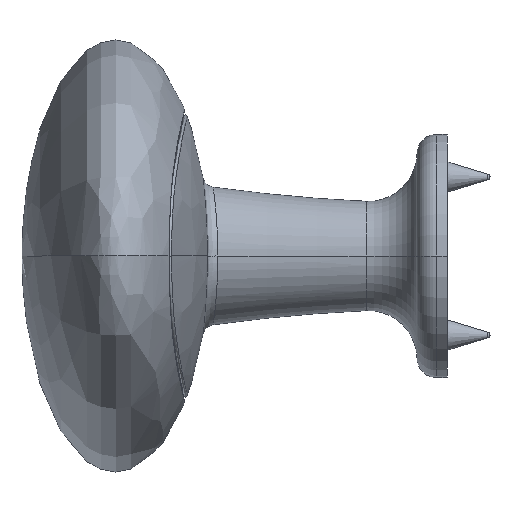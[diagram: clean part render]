
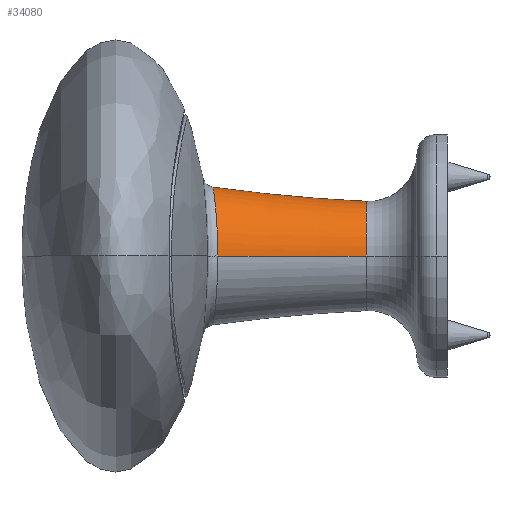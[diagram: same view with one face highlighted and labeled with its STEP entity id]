
A CAD part, left-side view. The second image highlights one B-rep face of the part: STEP entity #34080.
In plain terms, the highlighted toroidal (fillet/blend) face has major radius 140.357 mm and minor radius 136 mm.
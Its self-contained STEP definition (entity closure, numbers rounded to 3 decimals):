
#32780=CARTESIAN_POINT('',(32.,34.537,
0.));
#32790=DIRECTION('',(0.,-1.,0.));
#32800=DIRECTION('',(-1.,0.,0.));
#32810=AXIS2_PLACEMENT_3D('',#32780,#32790,#32800);
#32820=TOROIDAL_SURFACE('',#32810,140.357,136.);
#32830=CARTESIAN_POINT('',(-108.357,34.537,
0.));
#32840=DIRECTION('',(0.,0.,-1.));
#32850=DIRECTION('',(1.,0.,0.));
#32860=AXIS2_PLACEMENT_3D('',#32830,#32840,#32850);
#32870=CIRCLE('',#32860,136.);
#32880=CARTESIAN_POINT('',(27.5,28.318,
0.));
#32890=VERTEX_POINT('',#32880);
#32900=CARTESIAN_POINT('',(26.388,16.107,
0.));
#32910=VERTEX_POINT('',#32900);
#32920=EDGE_CURVE('',#32890,#32910,#32870,.T.);
#32930=ORIENTED_EDGE('',*,*,#32920,.F.);
#32940=CARTESIAN_POINT('',(37.612,16.107,
0.));
#32950=CARTESIAN_POINT('',(37.612,16.107,
-0.04));
#32960=CARTESIAN_POINT('',(37.611,16.107,
-0.079));
#32970=CARTESIAN_POINT('',(37.61,16.107,
-0.157));
#32980=CARTESIAN_POINT('',(37.609,16.107,
-0.194));
#32990=CARTESIAN_POINT('',(37.602,16.106,
-0.349));
#33000=CARTESIAN_POINT('',(37.594,16.105,
-0.466));
#33010=CARTESIAN_POINT('',(37.57,16.102,
-0.698));
#33020=CARTESIAN_POINT('',(37.555,16.1,
-0.813));
#33030=CARTESIAN_POINT('',(37.517,16.095,
-1.043));
#33040=CARTESIAN_POINT('',(37.495,16.092,
-1.157));
#33050=CARTESIAN_POINT('',(37.443,16.085,
-1.384));
#33060=CARTESIAN_POINT('',(37.414,16.081,
-1.496));
#33070=CARTESIAN_POINT('',(37.348,16.073,
-1.72));
#33080=CARTESIAN_POINT('',(37.312,16.068,
-1.83));
#33090=CARTESIAN_POINT('',(37.233,16.058,
-2.049));
#33100=CARTESIAN_POINT('',(37.19,16.053,
-2.157));
#33110=CARTESIAN_POINT('',(37.098,16.041,
-2.371));
#33120=CARTESIAN_POINT('',(37.048,16.035,
-2.476));
#33130=CARTESIAN_POINT('',(36.943,16.023,
-2.684));
#33140=CARTESIAN_POINT('',(36.888,16.016,
-2.786));
#33150=CARTESIAN_POINT('',(36.77,16.002,
-2.986));
#33160=CARTESIAN_POINT('',(36.708,15.995,
-3.085));
#33170=CARTESIAN_POINT('',(36.515,15.974,
-3.371));
#33180=CARTESIAN_POINT('',(36.376,15.959,
-3.553));
#33190=CARTESIAN_POINT('',(36.077,15.928,
-3.899));
#33200=CARTESIAN_POINT('',(35.917,15.912,
-4.062));
#33210=CARTESIAN_POINT('',(35.578,15.881,
-4.369));
#33220=CARTESIAN_POINT('',(35.4,15.866,
-4.513));
#33230=CARTESIAN_POINT('',(35.026,15.837,
-4.776));
#33240=CARTESIAN_POINT('',(34.831,15.823,
-4.896));
#33250=CARTESIAN_POINT('',(34.529,15.803,
-5.058));
#33260=CARTESIAN_POINT('',(34.427,15.797,
-5.109));
#33270=CARTESIAN_POINT('',(34.219,15.785,
-5.204));
#33280=CARTESIAN_POINT('',(34.114,15.78,
-5.248));
#33290=CARTESIAN_POINT('',(33.902,15.769,
-5.331));
#33300=CARTESIAN_POINT('',(33.794,15.764,
-5.369));
#33310=CARTESIAN_POINT('',(33.577,15.755,
-5.438));
#33320=CARTESIAN_POINT('',(33.467,15.751,
-5.469));
#33330=CARTESIAN_POINT('',(33.246,15.744,
-5.525));
#33340=CARTESIAN_POINT('',(33.134,15.74,
-5.549));
#33350=CARTESIAN_POINT('',(32.91,15.735,
-5.591));
#33360=CARTESIAN_POINT('',(32.797,15.732,
-5.609));
#33370=CARTESIAN_POINT('',(32.571,15.728,
-5.637));
#33380=CARTESIAN_POINT('',(32.457,15.727,
-5.647));
#33390=CARTESIAN_POINT('',(32.229,15.725,
-5.661));
#33400=CARTESIAN_POINT('',(32.115,15.724,
-5.665));
#33410=CARTESIAN_POINT('',(32.001,15.724,
-5.665));
#33420=CARTESIAN_POINT('',(31.831,15.724,
-5.665));
#33430=CARTESIAN_POINT('',(31.661,15.726,
-5.657));
#33440=CARTESIAN_POINT('',(31.323,15.73,
-5.626));
#33450=CARTESIAN_POINT('',(31.155,15.733,
-5.603));
#33460=CARTESIAN_POINT('',(30.82,15.741,
-5.541));
#33470=CARTESIAN_POINT('',(30.655,15.747,
-5.502));
#33480=CARTESIAN_POINT('',(30.328,15.759,
-5.41));
#33490=CARTESIAN_POINT('',(30.167,15.766,
-5.357));
#33500=CARTESIAN_POINT('',(29.899,15.779,
-5.254));
#33510=CARTESIAN_POINT('',(29.791,15.785,
-5.209));
#33520=CARTESIAN_POINT('',(29.578,15.797,
-5.111));
#33530=CARTESIAN_POINT('',(29.473,15.803,
-5.059));
#33540=CARTESIAN_POINT('',(29.164,15.823,
-4.893));
#33550=CARTESIAN_POINT('',(28.965,15.837,
-4.77));
#33560=CARTESIAN_POINT('',(28.583,15.868,
-4.499));
#33570=CARTESIAN_POINT('',(28.401,15.883,
-4.352));
#33580=CARTESIAN_POINT('',(28.056,15.915,
-4.036));
#33590=CARTESIAN_POINT('',(27.893,15.931,
-3.867));
#33600=CARTESIAN_POINT('',(27.591,15.962,
-3.511));
#33610=CARTESIAN_POINT('',(27.45,15.977,
-3.324));
#33620=CARTESIAN_POINT('',(27.258,15.999,
-3.031));
#33630=CARTESIAN_POINT('',(27.197,16.006,
-2.932));
#33640=CARTESIAN_POINT('',(27.081,16.02,
-2.729));
#33650=CARTESIAN_POINT('',(27.027,16.026,
-2.626));
#33660=CARTESIAN_POINT('',(26.923,16.039,
-2.417));
#33670=CARTESIAN_POINT('',(26.875,16.045,
-2.31));
#33680=CARTESIAN_POINT('',(26.785,16.056,
-2.095));
#33690=CARTESIAN_POINT('',(26.743,16.061,
-1.986));
#33700=CARTESIAN_POINT('',(26.666,16.071,
-1.765));
#33710=CARTESIAN_POINT('',(26.631,16.075,
-1.654));
#33720=CARTESIAN_POINT('',(26.568,16.084,
-1.429));
#33730=CARTESIAN_POINT('',(26.54,16.087,
-1.316));
#33740=CARTESIAN_POINT('',(26.491,16.094,
-1.087));
#33750=CARTESIAN_POINT('',(26.47,16.096,
-0.972));
#33760=CARTESIAN_POINT('',(26.435,16.101,
-0.741));
#33770=CARTESIAN_POINT('',(26.421,16.103,
-0.625));
#33780=CARTESIAN_POINT('',(26.4,16.106,
-0.392));
#33790=CARTESIAN_POINT('',(26.394,16.107,
-0.275));
#33800=CARTESIAN_POINT('',(26.39,16.107,
-0.145));
#33810=CARTESIAN_POINT('',(26.39,16.107,
-0.132));
#33820=CARTESIAN_POINT('',(26.389,16.107,
-0.079));
#33830=CARTESIAN_POINT('',(26.388,16.107,
-0.04));
#33840=CARTESIAN_POINT('',(26.388,16.107,
0.));
#33850=B_SPLINE_CURVE_WITH_KNOTS('',3,(#32940,#32950,#32960,#32970,
#32980,#32990,#33000,#33010,#33020,#33030,#33040,#33050,#33060,#33070,
#33080,#33090,#33100,#33110,#33120,#33130,#33140,#33150,#33160,#33170,
#33180,#33190,#33200,#33210,#33220,#33230,#33240,#33250,#33260,#33270,
#33280,#33290,#33300,#33310,#33320,#33330,#33340,#33350,#33360,#33370,
#33380,#33390,#33400,#33410,#33420,#33430,#33440,#33450,#33460,#33470,
#33480,#33490,#33500,#33510,#33520,#33530,#33540,#33550,#33560,#33570,
#33580,#33590,#33600,#33610,#33620,#33630,#33640,#33650,#33660,#33670,
#33680,#33690,#33700,#33710,#33720,#33730,#33740,#33750,#33760,#33770,
#33780,#33790,#33800,#33810,#33820,#33830,#33840),.UNSPECIFIED.,.F.,.F.,
(4,2,2,2,2,2,2,2,2,2,2,2,2,2,2,2,2,2,2,2,2,2,2,3,2,2,2,2,2,2,2,2,2,2,2,2
,2,2,2,2,2,2,2,2,4),(0.,0.128,0.249,
0.626,1.002,1.377,1.752,
2.128,2.503,2.879,3.255,
3.631,4.371,5.112,5.854,
6.597,6.967,7.337,7.708,
8.078,8.448,8.819,9.19,
9.56,10.112,10.664,11.215,
11.767,12.147,12.527,13.287,
14.046,14.804,15.56,15.937,
16.314,16.692,17.069,17.445,
17.822,18.199,18.576,18.953,
18.995,19.123),.UNSPECIFIED.);
#33860=CARTESIAN_POINT('',(37.612,16.107,
0.));
#33870=VERTEX_POINT('',#33860);
#33880=EDGE_CURVE('',#33870,#32910,#33850,.T.);
#33890=ORIENTED_EDGE('',*,*,#33880,.T.);
#33900=CARTESIAN_POINT('',(172.357,34.537,
0.));
#33910=DIRECTION('',(0.,0.,1.));
#33920=DIRECTION('',(-1.,0.,0.));
#33930=AXIS2_PLACEMENT_3D('',#33900,#33910,#33920);
#33940=CIRCLE('',#33930,136.);
#33950=CARTESIAN_POINT('',(36.5,28.318,
0.));
#33960=VERTEX_POINT('',#33950);
#33970=EDGE_CURVE('',#33960,#33870,#33940,.T.);
#33980=ORIENTED_EDGE('',*,*,#33970,.T.);
#33990=CARTESIAN_POINT('',(32.,28.318,
0.));
#34000=DIRECTION('',(0.,-1.,0.));
#34010=DIRECTION('',(-1.,0.,0.));
#34020=AXIS2_PLACEMENT_3D('',#33990,#34000,#34010);
#34030=CIRCLE('',#34020,4.5);
#34040=EDGE_CURVE('',#32890,#33960,#34030,.T.);
#34050=ORIENTED_EDGE('',*,*,#34040,.T.);
#34060=EDGE_LOOP('',(#34050,#33980,#33890,#32930));
#34070=FACE_OUTER_BOUND('',#34060,.T.);
#34080=ADVANCED_FACE('',(#34070),#32820,.F.);
